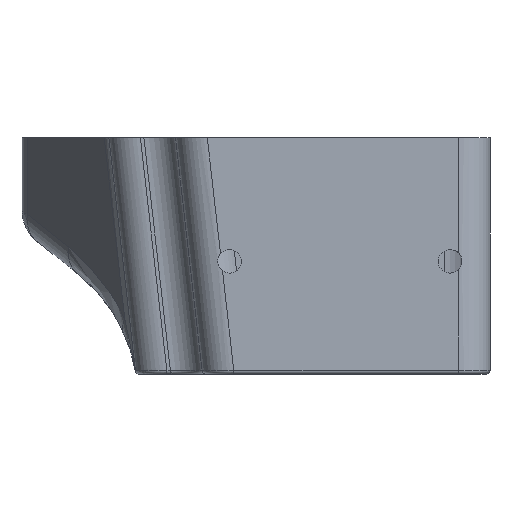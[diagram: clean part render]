
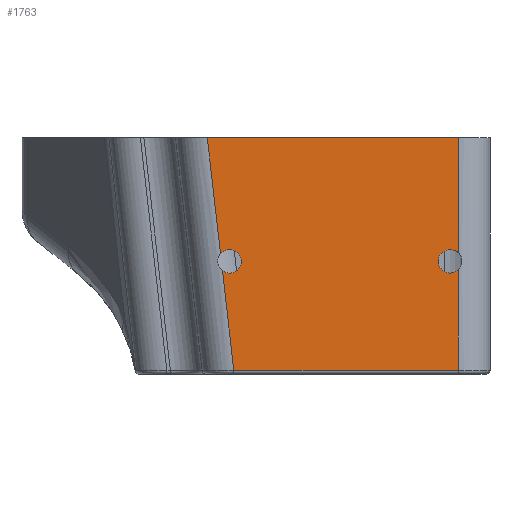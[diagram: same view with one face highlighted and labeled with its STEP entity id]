
A CAD part, left-side view. The second image highlights one B-rep face of the part: STEP entity #1763.
In plain terms, the highlighted planar face has unit normal (-1, 0, 0).
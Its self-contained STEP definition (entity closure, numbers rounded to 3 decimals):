
#107 = DIRECTION ( 'NONE',  ( 0., 0., 1. ) ) ;
#121 = LINE ( 'NONE', #1679, #3452 ) ;
#122 = DIRECTION ( 'NONE',  ( 0., 0., -1. ) ) ;
#169 = ORIENTED_EDGE ( 'NONE', *, *, #3245, .T. ) ;
#192 = VERTEX_POINT ( 'NONE', #1994 ) ;
#198 = DIRECTION ( 'NONE',  ( 0., 0., 1. ) ) ;
#207 = DIRECTION ( 'NONE',  ( 0., 0., 1. ) ) ;
#209 = EDGE_CURVE ( 'NONE', #2256, #3240, #2339, .T. ) ;
#224 = EDGE_CURVE ( 'NONE', #2689, #2256, #3189, .T. ) ;
#250 = AXIS2_PLACEMENT_3D ( 'NONE', #816, #2285, #122 ) ;
#295 = VECTOR ( 'NONE', #371, 1000. ) ;
#304 = LINE ( 'NONE', #2164, #594 ) ;
#344 = EDGE_CURVE ( 'NONE', #3240, #3007, #2069, .T. ) ;
#371 = DIRECTION ( 'NONE',  ( 0., -1., 0. ) ) ;
#388 = PLANE ( 'NONE',  #900 ) ;
#395 = VERTEX_POINT ( 'NONE', #3918 ) ;
#527 = CARTESIAN_POINT ( 'NONE',  ( -134., -15.067, 15.671 ) ) ;
#560 = ORIENTED_EDGE ( 'NONE', *, *, #2201, .T. ) ;
#594 = VECTOR ( 'NONE', #1342, 1000. ) ;
#650 = CARTESIAN_POINT ( 'NONE',  ( -134., 13.459, -13.876 ) ) ;
#659 = VERTEX_POINT ( 'NONE', #1212 ) ;
#741 = VERTEX_POINT ( 'NONE', #2776 ) ;
#816 = CARTESIAN_POINT ( 'NONE',  ( -134., 14., 0. ) ) ;
#900 = AXIS2_PLACEMENT_3D ( 'NONE', #1868, #2254, #4475 ) ;
#902 = VECTOR ( 'NONE', #4640, 1000. ) ;
#948 = DIRECTION ( 'NONE',  ( 0., -0.113, -0.994 ) ) ;
#950 = VERTEX_POINT ( 'NONE', #2482 ) ;
#1123 = LINE ( 'NONE', #4097, #295 ) ;
#1177 = CARTESIAN_POINT ( 'NONE',  ( -134., 14., 0. ) ) ;
#1188 = DIRECTION ( 'NONE',  ( 0., 0., 1. ) ) ;
#1212 = CARTESIAN_POINT ( 'NONE',  ( -134., 13.464, -13.829 ) ) ;
#1235 = ORIENTED_EDGE ( 'NONE', *, *, #344, .F. ) ;
#1320 = DIRECTION ( 'NONE',  ( -1., 0., 0. ) ) ;
#1342 = DIRECTION ( 'NONE',  ( 0., -0.113, -0.994 ) ) ;
#1468 = EDGE_CURVE ( 'NONE', #395, #192, #121, .T. ) ;
#1515 = AXIS2_PLACEMENT_3D ( 'NONE', #3457, #1320, #3926 ) ;
#1608 = AXIS2_PLACEMENT_3D ( 'NONE', #4283, #4643, #1701 ) ;
#1677 = CARTESIAN_POINT ( 'NONE',  ( -134., -15.067, -13.829 ) ) ;
#1679 = CARTESIAN_POINT ( 'NONE',  ( -134., -15.067, 15.671 ) ) ;
#1701 = DIRECTION ( 'NONE',  ( 0., 0., -1. ) ) ;
#1755 = CARTESIAN_POINT ( 'NONE',  ( -134., -14., 0. ) ) ;
#1763 = ADVANCED_FACE ( 'NONE', ( #3719 ), #388, .T. ) ;
#1868 = CARTESIAN_POINT ( 'NONE',  ( -134., 0., 0. ) ) ;
#1940 = EDGE_CURVE ( 'NONE', #2689, #659, #2489, .T. ) ;
#1954 = DIRECTION ( 'NONE',  ( -1., 0., 0. ) ) ;
#1994 = CARTESIAN_POINT ( 'NONE',  ( -134., -15.067, -1.055 ) ) ;
#2069 = CIRCLE ( 'NONE', #1608, 1.5 ) ;
#2164 = CARTESIAN_POINT ( 'NONE',  ( -134., 13.459, -13.876 ) ) ;
#2173 = CARTESIAN_POINT ( 'NONE',  ( -134., 16.827, 15.671 ) ) ;
#2201 = EDGE_CURVE ( 'NONE', #4790, #950, #2336, .T. ) ;
#2246 = CARTESIAN_POINT ( 'NONE',  ( -134., 14.904, -1.197 ) ) ;
#2254 = DIRECTION ( 'NONE',  ( -1., 0., 0. ) ) ;
#2256 = VERTEX_POINT ( 'NONE', #2391 ) ;
#2262 = ORIENTED_EDGE ( 'NONE', *, *, #2836, .F. ) ;
#2273 = EDGE_CURVE ( 'NONE', #4790, #741, #2496, .T. ) ;
#2285 = DIRECTION ( 'NONE',  ( -1., 0., 0. ) ) ;
#2336 = LINE ( 'NONE', #527, #3508 ) ;
#2339 = CIRCLE ( 'NONE', #2956, 1.5 ) ;
#2370 = ORIENTED_EDGE ( 'NONE', *, *, #209, .F. ) ;
#2391 = CARTESIAN_POINT ( 'NONE',  ( -134., 14., -1.5 ) ) ;
#2420 = EDGE_CURVE ( 'NONE', #3339, #950, #1123, .T. ) ;
#2434 = CIRCLE ( 'NONE', #1515, 1.5 ) ;
#2482 = CARTESIAN_POINT ( 'NONE',  ( -134., -15.067, 15.671 ) ) ;
#2489 = LINE ( 'NONE', #650, #3208 ) ;
#2496 = CIRCLE ( 'NONE', #3349, 1.5 ) ;
#2615 = ORIENTED_EDGE ( 'NONE', *, *, #4602, .F. ) ;
#2655 = ORIENTED_EDGE ( 'NONE', *, *, #1940, .T. ) ;
#2689 = VERTEX_POINT ( 'NONE', #2246 ) ;
#2776 = CARTESIAN_POINT ( 'NONE',  ( -134., -14., 1.5 ) ) ;
#2813 = DIRECTION ( 'NONE',  ( -1., 0., 0. ) ) ;
#2828 = AXIS2_PLACEMENT_3D ( 'NONE', #1755, #2813, #207 ) ;
#2836 = EDGE_CURVE ( 'NONE', #741, #4265, #2434, .T. ) ;
#2956 = AXIS2_PLACEMENT_3D ( 'NONE', #1177, #4168, #3405 ) ;
#2959 = CARTESIAN_POINT ( 'NONE',  ( -134., -15.067, 1.055 ) ) ;
#3006 = CARTESIAN_POINT ( 'NONE',  ( -134., -14., -1.5 ) ) ;
#3007 = VERTEX_POINT ( 'NONE', #4189 ) ;
#3011 = EDGE_LOOP ( 'NONE', ( #2655, #169, #3567, #2615, #2262, #4135, #560, #3626, #4799, #1235, #2370, #3193 ) ) ;
#3045 = CARTESIAN_POINT ( 'NONE',  ( -134., -14., 0. ) ) ;
#3189 = CIRCLE ( 'NONE', #250, 1.5 ) ;
#3193 = ORIENTED_EDGE ( 'NONE', *, *, #224, .F. ) ;
#3208 = VECTOR ( 'NONE', #948, 1000. ) ;
#3223 = CIRCLE ( 'NONE', #2828, 1.5 ) ;
#3240 = VERTEX_POINT ( 'NONE', #3890 ) ;
#3245 = EDGE_CURVE ( 'NONE', #659, #395, #4302, .T. ) ;
#3339 = VERTEX_POINT ( 'NONE', #2173 ) ;
#3349 = AXIS2_PLACEMENT_3D ( 'NONE', #3045, #1954, #107 ) ;
#3405 = DIRECTION ( 'NONE',  ( 0., 0., -1. ) ) ;
#3452 = VECTOR ( 'NONE', #198, 1000. ) ;
#3457 = CARTESIAN_POINT ( 'NONE',  ( -134., -14., 0. ) ) ;
#3508 = VECTOR ( 'NONE', #1188, 1000. ) ;
#3567 = ORIENTED_EDGE ( 'NONE', *, *, #1468, .T. ) ;
#3626 = ORIENTED_EDGE ( 'NONE', *, *, #2420, .F. ) ;
#3719 = FACE_OUTER_BOUND ( 'NONE', #3011, .T. ) ;
#3890 = CARTESIAN_POINT ( 'NONE',  ( -134., 14., 1.5 ) ) ;
#3918 = CARTESIAN_POINT ( 'NONE',  ( -134., -15.067, -13.829 ) ) ;
#3926 = DIRECTION ( 'NONE',  ( 0., 0., 1. ) ) ;
#4097 = CARTESIAN_POINT ( 'NONE',  ( -134., 20.853, 15.671 ) ) ;
#4135 = ORIENTED_EDGE ( 'NONE', *, *, #2273, .F. ) ;
#4168 = DIRECTION ( 'NONE',  ( -1., 0., 0. ) ) ;
#4189 = CARTESIAN_POINT ( 'NONE',  ( -134., 15.151, 0.962 ) ) ;
#4265 = VERTEX_POINT ( 'NONE', #3006 ) ;
#4283 = CARTESIAN_POINT ( 'NONE',  ( -134., 14., 0. ) ) ;
#4302 = LINE ( 'NONE', #1677, #902 ) ;
#4475 = DIRECTION ( 'NONE',  ( 0., 0., -1. ) ) ;
#4597 = EDGE_CURVE ( 'NONE', #3339, #3007, #304, .T. ) ;
#4602 = EDGE_CURVE ( 'NONE', #4265, #192, #3223, .T. ) ;
#4640 = DIRECTION ( 'NONE',  ( 0., -1., 0. ) ) ;
#4643 = DIRECTION ( 'NONE',  ( -1., 0., 0. ) ) ;
#4790 = VERTEX_POINT ( 'NONE', #2959 ) ;
#4799 = ORIENTED_EDGE ( 'NONE', *, *, #4597, .T. ) ;
